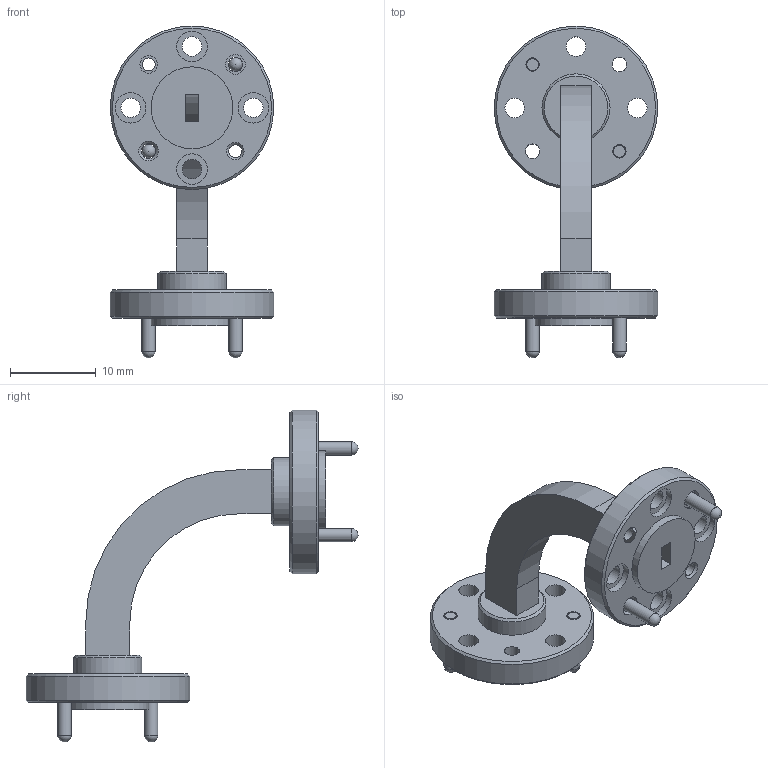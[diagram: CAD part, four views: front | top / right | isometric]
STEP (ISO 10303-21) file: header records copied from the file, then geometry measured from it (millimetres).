
FILE_DESCRIPTION(/* description */ (''),/* implementation_level */ '2;1');
FILE_NAME(/* name */ '387 H-BEND v4.step',/* time_stamp */ '2023-02-02T13:15:06-05:00',/* author */ (''),/* organization */ (''),/* preprocessor_version */ 'ST-DEVELOPER v19.2',/* originating_system */ 'Autodesk Translation Framework v11.17.0.187',/* authorisation */ '');
FILE_SCHEMA (('AUTOMOTIVE_DESIGN { 1 0 10303 214 3 1 1 }'));
Length unit declared in the file: inch
Products named in the file (4): 387 H-BEND; 387 FLANGE v3; 387 FLANGE v3 (1); .0605 DIA PIN v2
Assembly tree (3 placements, depth 2):
  387 H-BEND
    387 FLANGE v3
    387 FLANGE v3 (1)
    .0605 DIA PIN v2
Bounding box: 19.05 x 38.66 x 38.66 mm (x, y, z)
Volume: 2440 mm3; surface area: 2974.5 mm2
Topology: 5 solids, 5 shells, 116 faces, 250 edges, 162 vertices
Faces by surface type: cylinder 46, plane 40, cone 26, sphere 4
Full cylindrical faces by diameter (mm): 1.308 x4, 1.511 x4, 1.562 x8, 1.702 x4, 2.271 x8, 3.556 x8, 7.925 x2, 9.525 x2, 19.05 x2
Entity records: 3372 total; most frequent: DIRECTION 630, CARTESIAN_POINT 531, ORIENTED_EDGE 492, AXIS2_PLACEMENT_3D 261, EDGE_CURVE 246, EDGE_LOOP 172, VERTEX_POINT 162, CIRCLE 138
